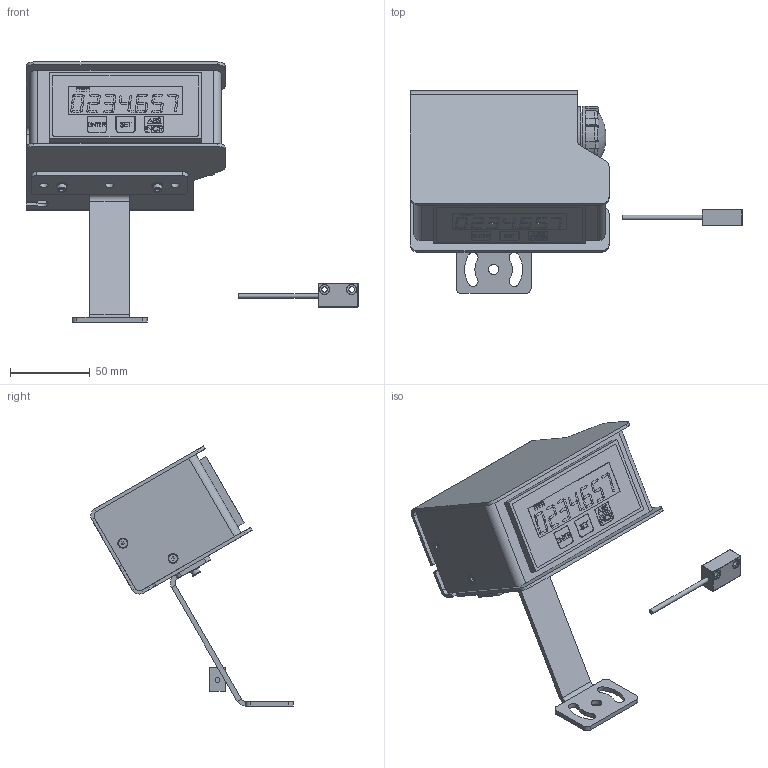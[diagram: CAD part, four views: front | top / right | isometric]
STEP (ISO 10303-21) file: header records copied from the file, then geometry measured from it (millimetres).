
FILE_DESCRIPTION(/* description */ ('Type: C10-KIT-III-0,5-BL-HW'),/* implementation_level */ '2;1');
FILE_NAME(/* name */ '330038-0.step',/* time_stamp */ '2021-09-06T14:48:06+02:00',/* author */ ('Krueck'),/* organization */ (''),/* preprocessor_version */ 'ST-DEVELOPER v18.1',/* originating_system */ 'Autodesk Inventor 2021',/* authorisation */ '');
FILE_SCHEMA (('AUTOMOTIVE_DESIGN { 1 0 10303 214 3 1 1 }'));
Length unit declared in the file: millimetre
Products named in the file (13): leer; leer_1; leer_2; leer_3; leer_4; leer_5; leer_6; leer_7; leer_8; leer_9; leer_10; leer_11; leer_12
Assembly tree (22 placements, depth 3):
  leer
    leer_1
      leer_2
      leer_3
      leer_4  x3
      leer_5  x2
      leer_6
      leer_7
      leer_8  x6
    leer_9
    leer_10
    leer_11  x2
    leer_12  x2
Bounding box: 208.47 x 127.05 x 163.27 mm (x, y, z)
Volume: 244644.3 mm3; surface area: 141217.7 mm2
Topology: 35 solids, 35 shells, 1040 faces, 2486 edges, 1584 vertices
Faces by surface type: plane 647, cylinder 183, bspline 145, cone 41, torus 18, sphere 6
Full cylindrical faces by diameter (mm): 2.5 x8, 3 x19, 3.4 x2, 3.5 x2, 4.2 x2, 5.4 x5, 5.5 x9, 5.54 x6, 5.8 x2, 6 x4, 6.3 x6, 6.4 x1, 7 x2, 8 x2, 32 x3, 38 x2, 39.129 x1
Entity records: 38632 total; most frequent: CARTESIAN_POINT 17493, ORIENTED_EDGE 4208, DIRECTION 3733, EDGE_CURVE 2104, LINE 1377, VECTOR 1377, VERTEX_POINT 1364, AXIS2_PLACEMENT_3D 1178
